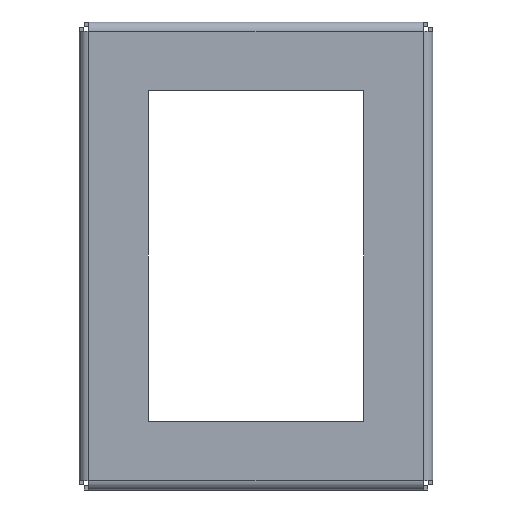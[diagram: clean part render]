
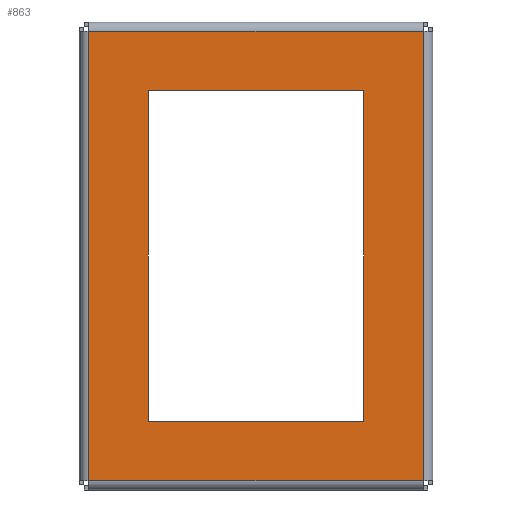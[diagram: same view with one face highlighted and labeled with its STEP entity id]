
A CAD part, front view. The second image highlights one B-rep face of the part: STEP entity #863.
In plain terms, the highlighted planar face has unit normal (0, -1, 0).
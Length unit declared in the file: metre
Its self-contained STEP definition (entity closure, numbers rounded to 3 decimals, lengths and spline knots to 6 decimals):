
#80=ORIENTED_EDGE('',*,*,#312,.F.);
#81=ORIENTED_EDGE('',*,*,#313,.T.);
#82=ORIENTED_EDGE('',*,*,#314,.T.);
#83=ORIENTED_EDGE('',*,*,#315,.F.);
#84=ORIENTED_EDGE('',*,*,#303,.F.);
#85=ORIENTED_EDGE('',*,*,#300,.T.);
#86=ORIENTED_EDGE('',*,*,#297,.T.);
#87=ORIENTED_EDGE('',*,*,#306,.F.);
#297=EDGE_CURVE('',#418,#416,#489,.T.);
#300=EDGE_CURVE('',#420,#418,#492,.T.);
#303=EDGE_CURVE('',#420,#422,#495,.T.);
#306=EDGE_CURVE('',#422,#416,#498,.T.);
#312=EDGE_CURVE('',#428,#429,#504,.T.);
#313=EDGE_CURVE('',#428,#430,#505,.T.);
#314=EDGE_CURVE('',#430,#431,#506,.T.);
#315=EDGE_CURVE('',#429,#431,#507,.T.);
#416=VERTEX_POINT('',#1260);
#418=VERTEX_POINT('',#1263);
#420=VERTEX_POINT('',#1269);
#422=VERTEX_POINT('',#1275);
#428=VERTEX_POINT('',#1293);
#429=VERTEX_POINT('',#1294);
#430=VERTEX_POINT('',#1296);
#431=VERTEX_POINT('',#1298);
#489=LINE('',#1262,#585);
#492=LINE('',#1268,#588);
#495=LINE('',#1274,#591);
#498=LINE('',#1280,#594);
#504=LINE('',#1292,#600);
#505=LINE('',#1295,#601);
#506=LINE('',#1297,#602);
#507=LINE('',#1299,#603);
#585=VECTOR('',#1008,1.);
#588=VECTOR('',#1013,1.);
#591=VECTOR('',#1018,1.);
#594=VECTOR('',#1023,1.);
#600=VECTOR('',#1033,1.);
#601=VECTOR('',#1034,1.);
#602=VECTOR('',#1035,1.);
#603=VECTOR('',#1036,1.);
#686=EDGE_LOOP('',(#80,#81,#82,#83));
#687=EDGE_LOOP('',(#84,#85,#86,#87));
#754=FACE_BOUND('',#686,.T.);
#755=FACE_BOUND('',#687,.T.);
#821=PLANE('',#930);
#863=ADVANCED_FACE('',(#754,#755),#821,.T.);
#930=AXIS2_PLACEMENT_3D('',#1291,#1031,#1032);
#1008=DIRECTION('',(1.,0.,0.));
#1013=DIRECTION('',(0.,0.,1.));
#1018=DIRECTION('',(1.,0.,0.));
#1023=DIRECTION('',(0.,0.,1.));
#1031=DIRECTION('',(0.,-1.,0.));
#1032=DIRECTION('',(1.,0.,0.));
#1033=DIRECTION('',(0.,0.,1.));
#1034=DIRECTION('',(1.,0.,0.));
#1035=DIRECTION('',(0.,0.,1.));
#1036=DIRECTION('',(1.,0.,0.));
#1260=CARTESIAN_POINT('',(0.122,-0.002,0.172));
#1262=CARTESIAN_POINT('',(0.075,-0.002,0.172));
#1263=CARTESIAN_POINT('',(0.028,-0.002,0.172));
#1268=CARTESIAN_POINT('',(0.028,-0.002,0.1));
#1269=CARTESIAN_POINT('',(0.028,-0.002,0.028));
#1274=CARTESIAN_POINT('',(0.075,-0.002,0.028));
#1275=CARTESIAN_POINT('',(0.122,-0.002,0.028));
#1280=CARTESIAN_POINT('',(0.122,-0.002,0.1));
#1291=CARTESIAN_POINT('',(0.075,-0.002,0.1));
#1292=CARTESIAN_POINT('',(0.002,-0.002,0.1));
#1293=CARTESIAN_POINT('',(0.002,-0.002,0.002));
#1294=CARTESIAN_POINT('',(0.002,-0.002,0.198));
#1295=CARTESIAN_POINT('',(0.075,-0.002,0.002));
#1296=CARTESIAN_POINT('',(0.148,-0.002,0.002));
#1297=CARTESIAN_POINT('',(0.148,-0.002,0.1));
#1298=CARTESIAN_POINT('',(0.148,-0.002,0.198));
#1299=CARTESIAN_POINT('',(0.075,-0.002,0.198));
